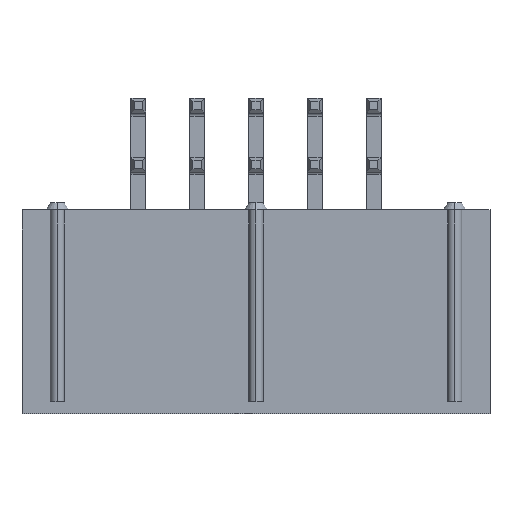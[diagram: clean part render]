
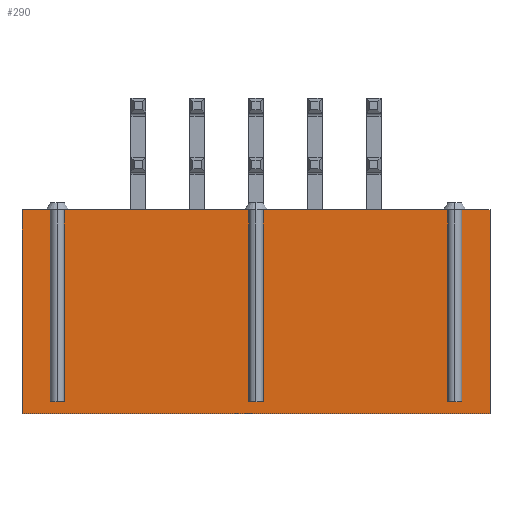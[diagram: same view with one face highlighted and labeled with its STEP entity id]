
A CAD part, front view. The second image highlights one B-rep face of the part: STEP entity #290.
In plain terms, the highlighted planar face has unit normal (0, -1, 0).
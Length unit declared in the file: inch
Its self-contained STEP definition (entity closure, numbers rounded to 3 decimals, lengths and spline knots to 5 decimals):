
#25 = LINE ( 'NONE', #5719, #2057 ) ;
#97 = EDGE_CURVE ( 'NONE', #4709, #3926, #3914, .T. ) ;
#178 = DIRECTION ( 'NONE',  ( 0., 0., 1. ) ) ;
#290 = ADVANCED_FACE ( 'NONE', ( #322 ), #3258, .T. ) ;
#322 = FACE_OUTER_BOUND ( 'NONE', #5954, .T. ) ;
#403 = CARTESIAN_POINT ( 'NONE',  ( -0.3255, 0.012, -1.70289 ) ) ;
#419 = CARTESIAN_POINT ( 'NONE',  ( 0.012, 0.012, -0.453 ) ) ;
#425 = LINE ( 'NONE', #852, #5564 ) ;
#576 = VECTOR ( 'NONE', #1232, 39.37008 ) ;
#654 = VECTOR ( 'NONE', #4794, 39.37008 ) ;
#739 = EDGE_CURVE ( 'NONE', #4709, #1497, #25, .T. ) ;
#793 = ORIENTED_EDGE ( 'NONE', *, *, #97, .F. ) ;
#852 = CARTESIAN_POINT ( 'NONE',  ( 0.3975, 0.012, -1.70289 ) ) ;
#926 = VERTEX_POINT ( 'NONE', #8261 ) ;
#1126 = ORIENTED_EDGE ( 'NONE', *, *, #2384, .F. ) ;
#1174 = VERTEX_POINT ( 'NONE', #419 ) ;
#1191 = EDGE_CURVE ( 'NONE', #1913, #4060, #2488, .T. ) ;
#1206 = VECTOR ( 'NONE', #7191, 39.37008 ) ;
#1232 = DIRECTION ( 'NONE',  ( 0., 0., 1. ) ) ;
#1290 = CARTESIAN_POINT ( 'NONE',  ( -0.3975, 0.012, -0.453 ) ) ;
#1488 = CARTESIAN_POINT ( 'NONE',  ( -0.012, 0.012, -0.453 ) ) ;
#1497 = VERTEX_POINT ( 'NONE', #8189 ) ;
#1708 = VECTOR ( 'NONE', #178, 39.37008 ) ;
#1752 = CARTESIAN_POINT ( 'NONE',  ( 0.012, 0.012, -0.127 ) ) ;
#1792 = DIRECTION ( 'NONE',  ( 0., -1., 0. ) ) ;
#1850 = DIRECTION ( 'NONE',  ( 0., 0., 1. ) ) ;
#1913 = VERTEX_POINT ( 'NONE', #1488 ) ;
#1915 = DIRECTION ( 'NONE',  ( 0., 0., 1. ) ) ;
#1965 = CARTESIAN_POINT ( 'NONE',  ( 0.3255, 0.012, -0.453 ) ) ;
#2007 = LINE ( 'NONE', #4165, #654 ) ;
#2031 = VERTEX_POINT ( 'NONE', #1965 ) ;
#2057 = VECTOR ( 'NONE', #8436, 39.37008 ) ;
#2114 = DIRECTION ( 'NONE',  ( 0., 0., 1. ) ) ;
#2233 = DIRECTION ( 'NONE',  ( 0., 0., 1. ) ) ;
#2259 = EDGE_CURVE ( 'NONE', #1497, #926, #425, .T. ) ;
#2384 = EDGE_CURVE ( 'NONE', #6331, #6417, #3791, .T. ) ;
#2386 = DIRECTION ( 'NONE',  ( 0., 0., 1. ) ) ;
#2488 = LINE ( 'NONE', #8268, #576 ) ;
#2507 = CARTESIAN_POINT ( 'NONE',  ( 0.3255, 0.012, -0.127 ) ) ;
#2580 = VECTOR ( 'NONE', #3250, 39.37008 ) ;
#2604 = EDGE_CURVE ( 'NONE', #7973, #4147, #6900, .T. ) ;
#2654 = VECTOR ( 'NONE', #4746, 39.37008 ) ;
#2742 = EDGE_CURVE ( 'NONE', #2031, #6331, #2007, .T. ) ;
#2954 = ORIENTED_EDGE ( 'NONE', *, *, #6597, .T. ) ;
#3236 = ORIENTED_EDGE ( 'NONE', *, *, #2259, .T. ) ;
#3250 = DIRECTION ( 'NONE',  ( 1., 0., 0. ) ) ;
#3258 = PLANE ( 'NONE',  #8296 ) ;
#3410 = ORIENTED_EDGE ( 'NONE', *, *, #739, .T. ) ;
#3417 = CARTESIAN_POINT ( 'NONE',  ( -0.3255, 0.012, -0.127 ) ) ;
#3474 = VERTEX_POINT ( 'NONE', #7105 ) ;
#3562 = ORIENTED_EDGE ( 'NONE', *, *, #7438, .F. ) ;
#3661 = ORIENTED_EDGE ( 'NONE', *, *, #8952, .F. ) ;
#3719 = VECTOR ( 'NONE', #1850, 39.37008 ) ;
#3751 = CARTESIAN_POINT ( 'NONE',  ( -0.3975, 0.012, -1.70289 ) ) ;
#3791 = LINE ( 'NONE', #6492, #1206 ) ;
#3886 = LINE ( 'NONE', #5919, #6342 ) ;
#3894 = LINE ( 'NONE', #1290, #6361 ) ;
#3914 = LINE ( 'NONE', #3751, #5142 ) ;
#3926 = VERTEX_POINT ( 'NONE', #6700 ) ;
#4060 = VERTEX_POINT ( 'NONE', #5391 ) ;
#4147 = VERTEX_POINT ( 'NONE', #8421 ) ;
#4159 = EDGE_CURVE ( 'NONE', #1913, #1174, #3894, .T. ) ;
#4165 = CARTESIAN_POINT ( 'NONE',  ( -0.3975, 0.012, -0.453 ) ) ;
#4307 = CARTESIAN_POINT ( 'NONE',  ( 0.3255, 0.012, -1.70289 ) ) ;
#4323 = ORIENTED_EDGE ( 'NONE', *, *, #6481, .F. ) ;
#4422 = VECTOR ( 'NONE', #9206, 39.37008 ) ;
#4501 = ORIENTED_EDGE ( 'NONE', *, *, #4159, .F. ) ;
#4705 = CARTESIAN_POINT ( 'NONE',  ( -0.3975, 0.012, -1.70289 ) ) ;
#4709 = VERTEX_POINT ( 'NONE', #7007 ) ;
#4746 = DIRECTION ( 'NONE',  ( 1., 0., 0. ) ) ;
#4794 = DIRECTION ( 'NONE',  ( 1., 0., 0. ) ) ;
#5002 = VECTOR ( 'NONE', #1915, 39.37008 ) ;
#5019 = CARTESIAN_POINT ( 'NONE',  ( 0.3495, 0.012, -0.127 ) ) ;
#5030 = VECTOR ( 'NONE', #6784, 39.37008 ) ;
#5142 = VECTOR ( 'NONE', #2386, 39.37008 ) ;
#5179 = ORIENTED_EDGE ( 'NONE', *, *, #5743, .F. ) ;
#5391 = CARTESIAN_POINT ( 'NONE',  ( -0.012, 0.012, -0.127 ) ) ;
#5398 = CARTESIAN_POINT ( 'NONE',  ( -0.3495, 0.012, -1.70289 ) ) ;
#5410 = CARTESIAN_POINT ( 'NONE',  ( 0.012, 0.012, -0.127 ) ) ;
#5564 = VECTOR ( 'NONE', #2233, 39.37008 ) ;
#5719 = CARTESIAN_POINT ( 'NONE',  ( -0.3975, 0.012, -0.473 ) ) ;
#5743 = EDGE_CURVE ( 'NONE', #3474, #4060, #8945, .T. ) ;
#5870 = VECTOR ( 'NONE', #2114, 39.37008 ) ;
#5896 = CARTESIAN_POINT ( 'NONE',  ( 0.3495, 0.012, -0.453 ) ) ;
#5919 = CARTESIAN_POINT ( 'NONE',  ( -0.3975, 0.012, -0.127 ) ) ;
#5939 = LINE ( 'NONE', #5410, #5030 ) ;
#5954 = EDGE_LOOP ( 'NONE', ( #3562, #793, #3410, #3236, #6781, #1126, #8786, #2954, #7164, #3661, #4501, #7921, #5179, #4323, #6129, #8919 ) ) ;
#6024 = CARTESIAN_POINT ( 'NONE',  ( -0.3495, 0.012, -0.453 ) ) ;
#6038 = CARTESIAN_POINT ( 'NONE',  ( -0.3975, 0.012, -0.453 ) ) ;
#6042 = CARTESIAN_POINT ( 'NONE',  ( 0.3495, 0.012, -0.127 ) ) ;
#6081 = CARTESIAN_POINT ( 'NONE',  ( -0.3255, 0.012, -0.453 ) ) ;
#6087 = LINE ( 'NONE', #6275, #5870 ) ;
#6129 = ORIENTED_EDGE ( 'NONE', *, *, #7166, .F. ) ;
#6159 = LINE ( 'NONE', #4307, #1708 ) ;
#6275 = CARTESIAN_POINT ( 'NONE',  ( 0.012, 0.012, -1.70289 ) ) ;
#6285 = LINE ( 'NONE', #403, #3719 ) ;
#6294 = DIRECTION ( 'NONE',  ( 1., 0., 0. ) ) ;
#6331 = VERTEX_POINT ( 'NONE', #5896 ) ;
#6342 = VECTOR ( 'NONE', #8082, 39.37008 ) ;
#6361 = VECTOR ( 'NONE', #6294, 39.37008 ) ;
#6411 = VERTEX_POINT ( 'NONE', #6081 ) ;
#6417 = VERTEX_POINT ( 'NONE', #6042 ) ;
#6481 = EDGE_CURVE ( 'NONE', #6411, #3474, #6285, .T. ) ;
#6492 = CARTESIAN_POINT ( 'NONE',  ( 0.3495, 0.012, -1.70289 ) ) ;
#6597 = EDGE_CURVE ( 'NONE', #2031, #7173, #6159, .T. ) ;
#6700 = CARTESIAN_POINT ( 'NONE',  ( -0.3975, 0.012, -0.127 ) ) ;
#6728 = EDGE_CURVE ( 'NONE', #7150, #7173, #5939, .T. ) ;
#6781 = ORIENTED_EDGE ( 'NONE', *, *, #8324, .F. ) ;
#6784 = DIRECTION ( 'NONE',  ( 1., 0., 0. ) ) ;
#6873 = LINE ( 'NONE', #5019, #4422 ) ;
#6900 = LINE ( 'NONE', #5398, #5002 ) ;
#7007 = CARTESIAN_POINT ( 'NONE',  ( -0.3975, 0.012, -0.473 ) ) ;
#7105 = CARTESIAN_POINT ( 'NONE',  ( -0.3255, 0.012, -0.127 ) ) ;
#7150 = VERTEX_POINT ( 'NONE', #1752 ) ;
#7164 = ORIENTED_EDGE ( 'NONE', *, *, #6728, .F. ) ;
#7166 = EDGE_CURVE ( 'NONE', #7973, #6411, #7987, .T. ) ;
#7173 = VERTEX_POINT ( 'NONE', #2507 ) ;
#7191 = DIRECTION ( 'NONE',  ( 0., 0., 1. ) ) ;
#7438 = EDGE_CURVE ( 'NONE', #3926, #4147, #3886, .T. ) ;
#7921 = ORIENTED_EDGE ( 'NONE', *, *, #1191, .T. ) ;
#7973 = VERTEX_POINT ( 'NONE', #6024 ) ;
#7987 = LINE ( 'NONE', #6038, #2580 ) ;
#8082 = DIRECTION ( 'NONE',  ( 1., 0., 0. ) ) ;
#8189 = CARTESIAN_POINT ( 'NONE',  ( 0.3975, 0.012, -0.473 ) ) ;
#8261 = CARTESIAN_POINT ( 'NONE',  ( 0.3975, 0.012, -0.127 ) ) ;
#8268 = CARTESIAN_POINT ( 'NONE',  ( -0.012, 0.012, -1.70289 ) ) ;
#8296 = AXIS2_PLACEMENT_3D ( 'NONE', #4705, #1792, #8867 ) ;
#8324 = EDGE_CURVE ( 'NONE', #6417, #926, #6873, .T. ) ;
#8421 = CARTESIAN_POINT ( 'NONE',  ( -0.3495, 0.012, -0.127 ) ) ;
#8436 = DIRECTION ( 'NONE',  ( 1., 0., 0. ) ) ;
#8786 = ORIENTED_EDGE ( 'NONE', *, *, #2742, .F. ) ;
#8867 = DIRECTION ( 'NONE',  ( -1., 0., 0. ) ) ;
#8919 = ORIENTED_EDGE ( 'NONE', *, *, #2604, .T. ) ;
#8945 = LINE ( 'NONE', #3417, #2654 ) ;
#8952 = EDGE_CURVE ( 'NONE', #1174, #7150, #6087, .T. ) ;
#9206 = DIRECTION ( 'NONE',  ( 1., 0., 0. ) ) ;
